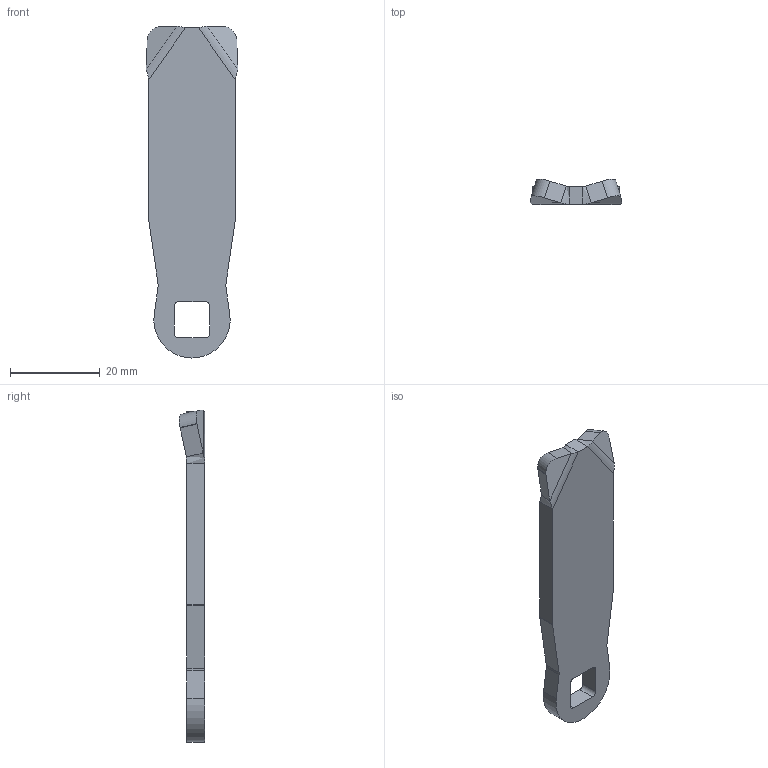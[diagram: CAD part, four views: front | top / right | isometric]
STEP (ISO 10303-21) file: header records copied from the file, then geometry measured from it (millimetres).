
FILE_DESCRIPTION (( 'STEP AP203' ), '1' );
FILE_NAME ('1080 DIL.STEP', '2022-07-06T12:51:34', ( '' ), ( '' ), 'SwSTEP 2.0', 'SolidWorks 2021', '' );
FILE_SCHEMA (( 'CONFIG_CONTROL_DESIGN' ));
Length unit declared in the file: millimetre
Products named in the file (1): 1080 DIL
Bounding box: 20.33 x 5.63 x 73.9 mm (x, y, z)
Volume: 4960.7 mm3; surface area: 3303.7 mm2
Topology: 1 solids, 1 shells, 88 faces, 218 edges, 140 vertices
Faces by surface type: bspline 38, plane 34, cylinder 16
Entity records: 4751 total; most frequent: CARTESIAN_POINT 2825, ORIENTED_EDGE 436, DIRECTION 268, EDGE_CURVE 218, VERTEX_POINT 140, LINE 118, VECTOR 118, EDGE_LOOP 98
